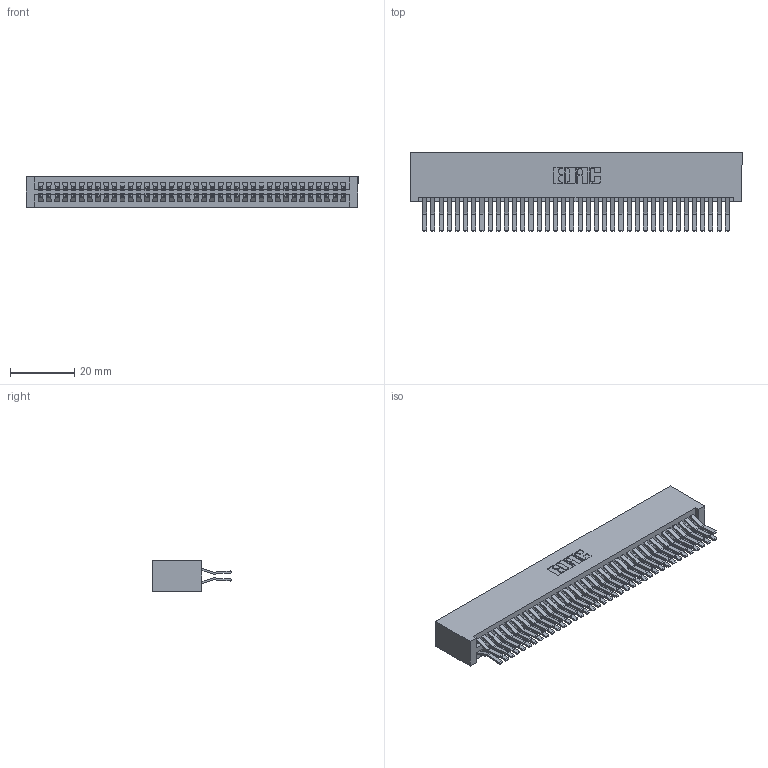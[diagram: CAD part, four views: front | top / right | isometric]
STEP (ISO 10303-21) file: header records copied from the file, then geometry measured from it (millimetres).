
FILE_DESCRIPTION (( 'STEP AP203' ), '1' );
FILE_NAME ('345-076-560-201.STEP', '2018-10-02T18:35:13', ( '' ), ( '' ), 'SwSTEP 2.0', 'SolidWorks 2016', '' );
FILE_SCHEMA (( 'CONFIG_CONTROL_DESIGN' ));
Length unit declared in the file: inch
Products named in the file (3): 345-292-001_560 Tail; 345 Part_No Mounting Lugs; 345-076-560-201
Assembly tree (77 placements, depth 2):
  345-076-560-201
    345 Part_No Mounting Lugs
    345-292-001_560 Tail  x76
Bounding box: 103.12 x 24.45 x 9.4 mm (x, y, z)
Volume: 11094.5 mm3; surface area: 17906.5 mm2
Topology: 77 solids, 77 shells, 4070 faces, 12097 edges, 7962 vertices
Faces by surface type: plane 2584, cylinder 1486
Entity records: 30165 total; most frequent: CARTESIAN_POINT 5060, ORIENTED_EDGE 4994, DIRECTION 4465, EDGE_CURVE 2497, VECTOR 2217, LINE 2217, VERTEX_POINT 1662, AXIS2_PLACEMENT_3D 1124
